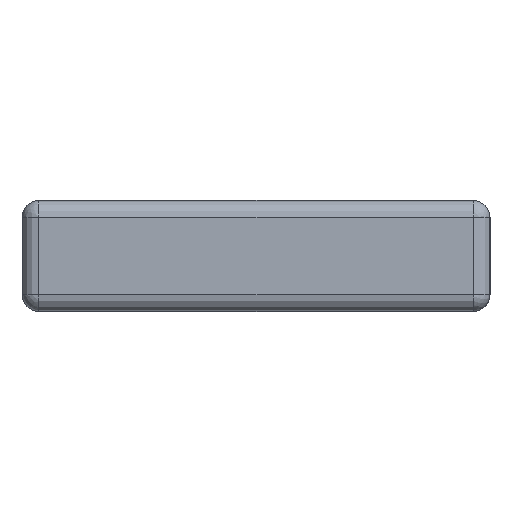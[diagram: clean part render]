
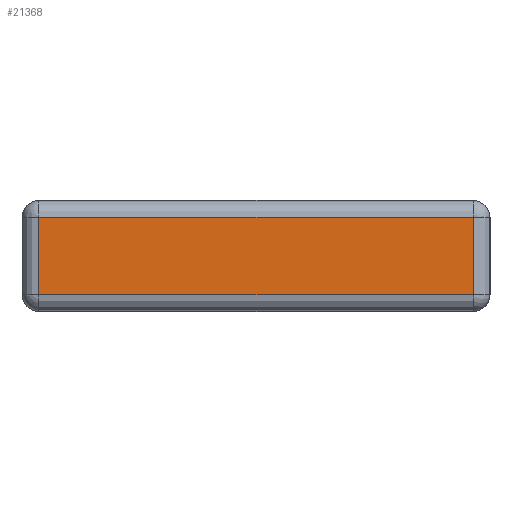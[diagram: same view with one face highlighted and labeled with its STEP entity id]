
A CAD part, left-side view. The second image highlights one B-rep face of the part: STEP entity #21368.
In plain terms, the highlighted planar face has unit normal (-1, 0, 0).
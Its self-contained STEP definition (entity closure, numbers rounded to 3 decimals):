
#1292=PLANE('',#23197);
#1784=LINE('',#30783,#3633);
#1787=LINE('',#30801,#3636);
#1792=LINE('',#30823,#3641);
#1805=LINE('',#30856,#3654);
#3633=VECTOR('',#25095,10.);
#3636=VECTOR('',#25116,10.);
#3641=VECTOR('',#25143,10.);
#3654=VECTOR('',#25184,10.);
#5874=FACE_OUTER_BOUND('',#7304,.T.);
#7304=EDGE_LOOP('',(#14710,#14711,#14712,#14713));
#9503=VERTEX_POINT('',#30772);
#9504=VERTEX_POINT('',#30776);
#9512=VERTEX_POINT('',#30796);
#9516=VERTEX_POINT('',#30816);
#11413=EDGE_CURVE('',#9504,#9503,#1784,.T.);
#11422=EDGE_CURVE('',#9503,#9512,#1787,.T.);
#11433=EDGE_CURVE('',#9516,#9504,#1792,.T.);
#11452=EDGE_CURVE('',#9512,#9516,#1805,.T.);
#14710=ORIENTED_EDGE('',*,*,#11413,.F.);
#14711=ORIENTED_EDGE('',*,*,#11433,.F.);
#14712=ORIENTED_EDGE('',*,*,#11452,.F.);
#14713=ORIENTED_EDGE('',*,*,#11422,.F.);
#21368=ADVANCED_FACE('',(#5874),#1292,.T.);
#23197=AXIS2_PLACEMENT_3D('',#30860,#25189,#25190);
#25095=DIRECTION('',(0.,1.,0.));
#25116=DIRECTION('',(0.,0.,1.));
#25143=DIRECTION('',(0.,0.,-1.));
#25184=DIRECTION('',(0.,-1.,0.));
#25189=DIRECTION('center_axis',(-1.,0.,0.));
#25190=DIRECTION('ref_axis',(0.,-1.,0.));
#30772=CARTESIAN_POINT('',(0.,20.24,0.76));
#30776=CARTESIAN_POINT('',(0.,0.76,0.76));
#30783=CARTESIAN_POINT('',(0.,15.75,0.76));
#30796=CARTESIAN_POINT('',(0.,20.24,4.24));
#30801=CARTESIAN_POINT('',(0.,20.24,0.));
#30816=CARTESIAN_POINT('',(0.,0.76,4.24));
#30823=CARTESIAN_POINT('',(0.,0.76,0.));
#30856=CARTESIAN_POINT('',(0.,15.75,4.24));
#30860=CARTESIAN_POINT('Origin',(0.,21.,0.));
